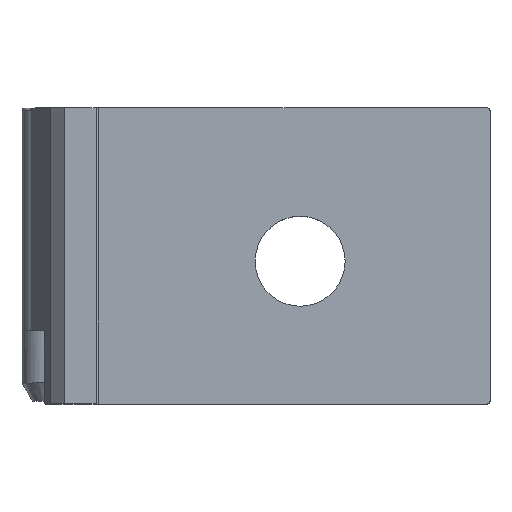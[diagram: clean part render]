
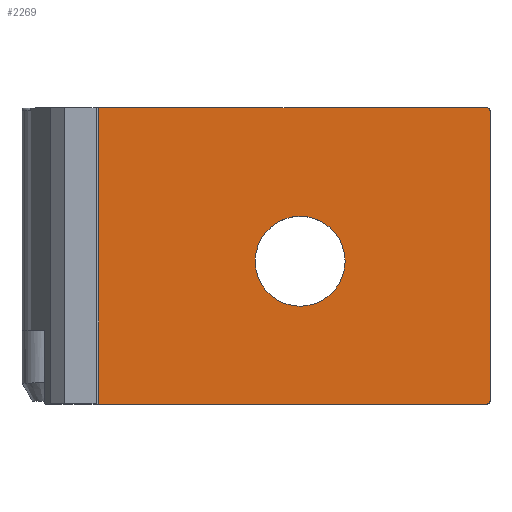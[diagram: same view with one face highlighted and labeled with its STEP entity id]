
A CAD part, top view. The second image highlights one B-rep face of the part: STEP entity #2269.
In plain terms, the highlighted planar face has unit normal (0, 0, 1).
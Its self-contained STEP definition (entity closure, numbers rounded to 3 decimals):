
#499 = PLANE('',#500);
#500 = AXIS2_PLACEMENT_3D('',#501,#502,#503);
#501 = CARTESIAN_POINT('',(29.714,-13.5,-41.949));
#502 = DIRECTION('',(0.,1.,0.));
#503 = DIRECTION('',(0.,0.,1.));
#888 = PLANE('',#889);
#889 = AXIS2_PLACEMENT_3D('',#890,#891,#892);
#890 = CARTESIAN_POINT('',(29.714,14.5,-41.949));
#891 = DIRECTION('',(0.,1.,0.));
#892 = DIRECTION('',(0.,0.,1.));
#1334 = VERTEX_POINT('',#1335);
#1335 = CARTESIAN_POINT('',(16.5,-13.5,-38.35));
#1350 = CYLINDRICAL_SURFACE('',#1351,0.25);
#1351 = AXIS2_PLACEMENT_3D('',#1352,#1353,#1354);
#1352 = CARTESIAN_POINT('',(16.5,14.5,-38.1));
#1353 = DIRECTION('',(0.,1.,0.));
#1354 = DIRECTION('',(1.,0.,0.));
#1362 = EDGE_CURVE('',#1334,#1363,#1365,.T.);
#1363 = VERTEX_POINT('',#1364);
#1364 = CARTESIAN_POINT('',(53.25,-13.5,-38.35));
#1365 = SURFACE_CURVE('',#1366,(#1370,#1377),.PCURVE_S1.);
#1366 = LINE('',#1367,#1368);
#1367 = CARTESIAN_POINT('',(16.5,-13.5,-38.35));
#1368 = VECTOR('',#1369,1.);
#1369 = DIRECTION('',(1.,0.,0.));
#1370 = PCURVE('',#499,#1371);
#1371 = DEFINITIONAL_REPRESENTATION('',(#1372),#1376);
#1372 = LINE('',#1373,#1374);
#1373 = CARTESIAN_POINT('',(3.599,-13.214));
#1374 = VECTOR('',#1375,1.);
#1375 = DIRECTION('',(0.,1.));
#1376 = ( GEOMETRIC_REPRESENTATION_CONTEXT(2) 
PARAMETRIC_REPRESENTATION_CONTEXT() REPRESENTATION_CONTEXT('2D SPACE',''
  ) );
#1377 = PCURVE('',#1378,#1383);
#1378 = PLANE('',#1379);
#1379 = AXIS2_PLACEMENT_3D('',#1380,#1381,#1382);
#1380 = CARTESIAN_POINT('',(16.5,14.5,-38.35));
#1381 = DIRECTION('',(0.,0.,1.));
#1382 = DIRECTION('',(1.,0.,0.));
#1383 = DEFINITIONAL_REPRESENTATION('',(#1384),#1388);
#1384 = LINE('',#1385,#1386);
#1385 = CARTESIAN_POINT('',(0.,-28.));
#1386 = VECTOR('',#1387,1.);
#1387 = DIRECTION('',(1.,0.));
#1388 = ( GEOMETRIC_REPRESENTATION_CONTEXT(2) 
PARAMETRIC_REPRESENTATION_CONTEXT() REPRESENTATION_CONTEXT('2D SPACE',''
  ) );
#1406 = CYLINDRICAL_SURFACE('',#1407,0.25);
#1407 = AXIS2_PLACEMENT_3D('',#1408,#1409,#1410);
#1408 = CARTESIAN_POINT('',(53.25,-13.25,-38.35));
#1409 = DIRECTION('',(0.,0.,-1.));
#1410 = DIRECTION('',(0.,-1.,0.));
#1850 = EDGE_CURVE('',#1851,#1853,#1855,.T.);
#1851 = VERTEX_POINT('',#1852);
#1852 = CARTESIAN_POINT('',(16.5,14.5,-38.35));
#1853 = VERTEX_POINT('',#1854);
#1854 = CARTESIAN_POINT('',(53.25,14.5,-38.35));
#1855 = SURFACE_CURVE('',#1856,(#1860,#1867),.PCURVE_S1.);
#1856 = LINE('',#1857,#1858);
#1857 = CARTESIAN_POINT('',(16.5,14.5,-38.35));
#1858 = VECTOR('',#1859,1.);
#1859 = DIRECTION('',(1.,0.,0.));
#1860 = PCURVE('',#888,#1861);
#1861 = DEFINITIONAL_REPRESENTATION('',(#1862),#1866);
#1862 = LINE('',#1863,#1864);
#1863 = CARTESIAN_POINT('',(3.599,-13.214));
#1864 = VECTOR('',#1865,1.);
#1865 = DIRECTION('',(0.,1.));
#1866 = ( GEOMETRIC_REPRESENTATION_CONTEXT(2) 
PARAMETRIC_REPRESENTATION_CONTEXT() REPRESENTATION_CONTEXT('2D SPACE',''
  ) );
#1867 = PCURVE('',#1378,#1868);
#1868 = DEFINITIONAL_REPRESENTATION('',(#1869),#1873);
#1869 = LINE('',#1870,#1871);
#1870 = CARTESIAN_POINT('',(0.,0.));
#1871 = VECTOR('',#1872,1.);
#1872 = DIRECTION('',(1.,0.));
#1873 = ( GEOMETRIC_REPRESENTATION_CONTEXT(2) 
PARAMETRIC_REPRESENTATION_CONTEXT() REPRESENTATION_CONTEXT('2D SPACE',''
  ) );
#1891 = CYLINDRICAL_SURFACE('',#1892,0.25);
#1892 = AXIS2_PLACEMENT_3D('',#1893,#1894,#1895);
#1893 = CARTESIAN_POINT('',(53.25,14.25,-38.35));
#1894 = DIRECTION('',(0.,0.,-1.));
#1895 = DIRECTION('',(1.,0.,0.));
#2093 = CYLINDRICAL_SURFACE('',#2094,4.25);
#2094 = AXIS2_PLACEMENT_3D('',#2095,#2096,#2097);
#2095 = CARTESIAN_POINT('',(35.55,0.,0.));
#2096 = DIRECTION('',(0.,0.,1.));
#2097 = DIRECTION('',(1.,0.,0.));
#2168 = EDGE_CURVE('',#1363,#2169,#2171,.T.);
#2169 = VERTEX_POINT('',#2170);
#2170 = CARTESIAN_POINT('',(53.5,-13.25,-38.35));
#2171 = SURFACE_CURVE('',#2172,(#2177,#2184),.PCURVE_S1.);
#2172 = CIRCLE('',#2173,0.25);
#2173 = AXIS2_PLACEMENT_3D('',#2174,#2175,#2176);
#2174 = CARTESIAN_POINT('',(53.25,-13.25,-38.35));
#2175 = DIRECTION('',(0.,-0.,1.));
#2176 = DIRECTION('',(0.,1.,0.));
#2177 = PCURVE('',#1406,#2178);
#2178 = DEFINITIONAL_REPRESENTATION('',(#2179),#2183);
#2179 = LINE('',#2180,#2181);
#2180 = CARTESIAN_POINT('',(3.142,0.));
#2181 = VECTOR('',#2182,1.);
#2182 = DIRECTION('',(-1.,0.));
#2183 = ( GEOMETRIC_REPRESENTATION_CONTEXT(2) 
PARAMETRIC_REPRESENTATION_CONTEXT() REPRESENTATION_CONTEXT('2D SPACE',''
  ) );
#2184 = PCURVE('',#1378,#2185);
#2185 = DEFINITIONAL_REPRESENTATION('',(#2186),#2190);
#2186 = CIRCLE('',#2187,0.25);
#2187 = AXIS2_PLACEMENT_2D('',#2188,#2189);
#2188 = CARTESIAN_POINT('',(36.75,-27.75));
#2189 = DIRECTION('',(0.,1.));
#2190 = ( GEOMETRIC_REPRESENTATION_CONTEXT(2) 
PARAMETRIC_REPRESENTATION_CONTEXT() REPRESENTATION_CONTEXT('2D SPACE',''
  ) );
#2208 = PLANE('',#2209);
#2209 = AXIS2_PLACEMENT_3D('',#2210,#2211,#2212);
#2210 = CARTESIAN_POINT('',(53.5,14.5,-38.35));
#2211 = DIRECTION('',(1.,0.,0.));
#2212 = DIRECTION('',(0.,0.,-1.));
#2269 = ADVANCED_FACE('',(#2270,#2341),#1378,.T.);
#2270 = FACE_BOUND('',#2271,.T.);
#2271 = EDGE_LOOP('',(#2272,#2273,#2294,#2295,#2296,#2319));
#2272 = ORIENTED_EDGE('',*,*,#1850,.F.);
#2273 = ORIENTED_EDGE('',*,*,#2274,.T.);
#2274 = EDGE_CURVE('',#1851,#1334,#2275,.T.);
#2275 = SURFACE_CURVE('',#2276,(#2280,#2287),.PCURVE_S1.);
#2276 = LINE('',#2277,#2278);
#2277 = CARTESIAN_POINT('',(16.5,14.5,-38.35));
#2278 = VECTOR('',#2279,1.);
#2279 = DIRECTION('',(0.,-1.,0.));
#2280 = PCURVE('',#1378,#2281);
#2281 = DEFINITIONAL_REPRESENTATION('',(#2282),#2286);
#2282 = LINE('',#2283,#2284);
#2283 = CARTESIAN_POINT('',(0.,0.));
#2284 = VECTOR('',#2285,1.);
#2285 = DIRECTION('',(0.,-1.));
#2286 = ( GEOMETRIC_REPRESENTATION_CONTEXT(2) 
PARAMETRIC_REPRESENTATION_CONTEXT() REPRESENTATION_CONTEXT('2D SPACE',''
  ) );
#2287 = PCURVE('',#1350,#2288);
#2288 = DEFINITIONAL_REPRESENTATION('',(#2289),#2293);
#2289 = LINE('',#2290,#2291);
#2290 = CARTESIAN_POINT('',(1.571,0.));
#2291 = VECTOR('',#2292,1.);
#2292 = DIRECTION('',(0.,-1.));
#2293 = ( GEOMETRIC_REPRESENTATION_CONTEXT(2) 
PARAMETRIC_REPRESENTATION_CONTEXT() REPRESENTATION_CONTEXT('2D SPACE',''
  ) );
#2294 = ORIENTED_EDGE('',*,*,#1362,.T.);
#2295 = ORIENTED_EDGE('',*,*,#2168,.T.);
#2296 = ORIENTED_EDGE('',*,*,#2297,.F.);
#2297 = EDGE_CURVE('',#2298,#2169,#2300,.T.);
#2298 = VERTEX_POINT('',#2299);
#2299 = CARTESIAN_POINT('',(53.5,14.25,-38.35));
#2300 = SURFACE_CURVE('',#2301,(#2305,#2312),.PCURVE_S1.);
#2301 = LINE('',#2302,#2303);
#2302 = CARTESIAN_POINT('',(53.5,14.5,-38.35));
#2303 = VECTOR('',#2304,1.);
#2304 = DIRECTION('',(0.,-1.,0.));
#2305 = PCURVE('',#1378,#2306);
#2306 = DEFINITIONAL_REPRESENTATION('',(#2307),#2311);
#2307 = LINE('',#2308,#2309);
#2308 = CARTESIAN_POINT('',(37.,0.));
#2309 = VECTOR('',#2310,1.);
#2310 = DIRECTION('',(0.,-1.));
#2311 = ( GEOMETRIC_REPRESENTATION_CONTEXT(2) 
PARAMETRIC_REPRESENTATION_CONTEXT() REPRESENTATION_CONTEXT('2D SPACE',''
  ) );
#2312 = PCURVE('',#2208,#2313);
#2313 = DEFINITIONAL_REPRESENTATION('',(#2314),#2318);
#2314 = LINE('',#2315,#2316);
#2315 = CARTESIAN_POINT('',(0.,0.));
#2316 = VECTOR('',#2317,1.);
#2317 = DIRECTION('',(0.,-1.));
#2318 = ( GEOMETRIC_REPRESENTATION_CONTEXT(2) 
PARAMETRIC_REPRESENTATION_CONTEXT() REPRESENTATION_CONTEXT('2D SPACE',''
  ) );
#2319 = ORIENTED_EDGE('',*,*,#2320,.T.);
#2320 = EDGE_CURVE('',#2298,#1853,#2321,.T.);
#2321 = SURFACE_CURVE('',#2322,(#2327,#2334),.PCURVE_S1.);
#2322 = CIRCLE('',#2323,0.25);
#2323 = AXIS2_PLACEMENT_3D('',#2324,#2325,#2326);
#2324 = CARTESIAN_POINT('',(53.25,14.25,-38.35));
#2325 = DIRECTION('',(0.,-0.,1.));
#2326 = DIRECTION('',(0.,1.,0.));
#2327 = PCURVE('',#1378,#2328);
#2328 = DEFINITIONAL_REPRESENTATION('',(#2329),#2333);
#2329 = CIRCLE('',#2330,0.25);
#2330 = AXIS2_PLACEMENT_2D('',#2331,#2332);
#2331 = CARTESIAN_POINT('',(36.75,-0.25));
#2332 = DIRECTION('',(0.,1.));
#2333 = ( GEOMETRIC_REPRESENTATION_CONTEXT(2) 
PARAMETRIC_REPRESENTATION_CONTEXT() REPRESENTATION_CONTEXT('2D SPACE',''
  ) );
#2334 = PCURVE('',#1891,#2335);
#2335 = DEFINITIONAL_REPRESENTATION('',(#2336),#2340);
#2336 = LINE('',#2337,#2338);
#2337 = CARTESIAN_POINT('',(4.712,-0.));
#2338 = VECTOR('',#2339,1.);
#2339 = DIRECTION('',(-1.,0.));
#2340 = ( GEOMETRIC_REPRESENTATION_CONTEXT(2) 
PARAMETRIC_REPRESENTATION_CONTEXT() REPRESENTATION_CONTEXT('2D SPACE',''
  ) );
#2341 = FACE_BOUND('',#2342,.T.);
#2342 = EDGE_LOOP('',(#2343));
#2343 = ORIENTED_EDGE('',*,*,#2344,.F.);
#2344 = EDGE_CURVE('',#2345,#2345,#2347,.T.);
#2345 = VERTEX_POINT('',#2346);
#2346 = CARTESIAN_POINT('',(39.8,0.,-38.35));
#2347 = SURFACE_CURVE('',#2348,(#2353,#2360),.PCURVE_S1.);
#2348 = CIRCLE('',#2349,4.25);
#2349 = AXIS2_PLACEMENT_3D('',#2350,#2351,#2352);
#2350 = CARTESIAN_POINT('',(35.55,0.,-38.35));
#2351 = DIRECTION('',(0.,0.,1.));
#2352 = DIRECTION('',(1.,0.,0.));
#2353 = PCURVE('',#1378,#2354);
#2354 = DEFINITIONAL_REPRESENTATION('',(#2355),#2359);
#2355 = CIRCLE('',#2356,4.25);
#2356 = AXIS2_PLACEMENT_2D('',#2357,#2358);
#2357 = CARTESIAN_POINT('',(19.05,-14.5));
#2358 = DIRECTION('',(1.,0.));
#2359 = ( GEOMETRIC_REPRESENTATION_CONTEXT(2) 
PARAMETRIC_REPRESENTATION_CONTEXT() REPRESENTATION_CONTEXT('2D SPACE',''
  ) );
#2360 = PCURVE('',#2093,#2361);
#2361 = DEFINITIONAL_REPRESENTATION('',(#2362),#2366);
#2362 = LINE('',#2363,#2364);
#2363 = CARTESIAN_POINT('',(0.,-38.35));
#2364 = VECTOR('',#2365,1.);
#2365 = DIRECTION('',(1.,0.));
#2366 = ( GEOMETRIC_REPRESENTATION_CONTEXT(2) 
PARAMETRIC_REPRESENTATION_CONTEXT() REPRESENTATION_CONTEXT('2D SPACE',''
  ) );
